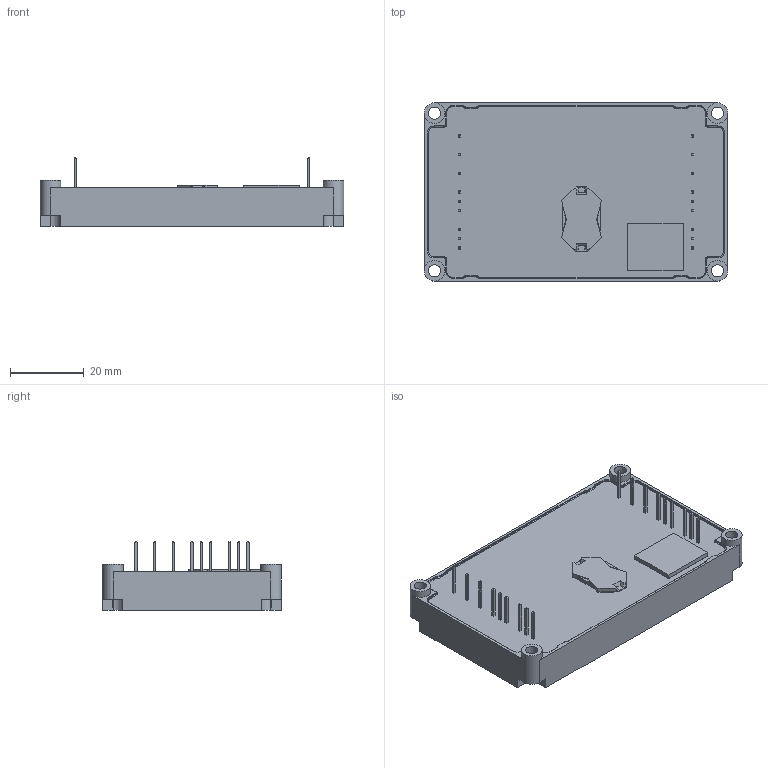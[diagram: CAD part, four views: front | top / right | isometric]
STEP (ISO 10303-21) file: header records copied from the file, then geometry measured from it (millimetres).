
FILE_DESCRIPTION(/* description */ ('Alibre Inc.'),/* implementation_level */ '2;1');
FILE_NAME(/* name */ 'export0',/* time_stamp */ '2013-10-11T15:12:24+02:00',/* author */ (''),/* organization */ (''),/* preprocessor_version */ 'ST-DEVELOPER v14',/* originating_system */ 'Alibre',/* authorisation */ '');
FILE_SCHEMA (('AUTOMOTIVE_DESIGN'));
Length unit declared in the file: centimetre
Bounding box: 82.5 x 48.51 x 18.76 mm (x, y, z)
Volume: 9153.5 mm3; surface area: 24441.6 mm2
Topology: 1 solids, 2 shells, 1274 faces, 3403 edges, 2196 vertices
Faces by surface type: plane 1087, cylinder 112, bspline 55, torus 20
Full cylindrical faces by diameter (mm): 1.035 x1, 1.048 x1, 2 x1, 3.3 x4, 5.6 x4, 6.4 x1, 6.5 x1, 7.55 x1, 12.3 x2
Entity records: 36324 total; most frequent: CARTESIAN_POINT 7063, ORIENTED_EDGE 6760, DIRECTION 4439, EDGE_CURVE 3380, VECTOR 2813, LINE 2813, VERTEX_POINT 2189, EDGE_LOOP 1425
